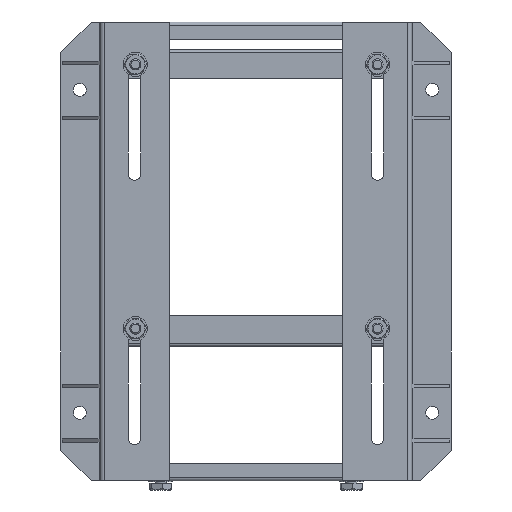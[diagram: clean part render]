
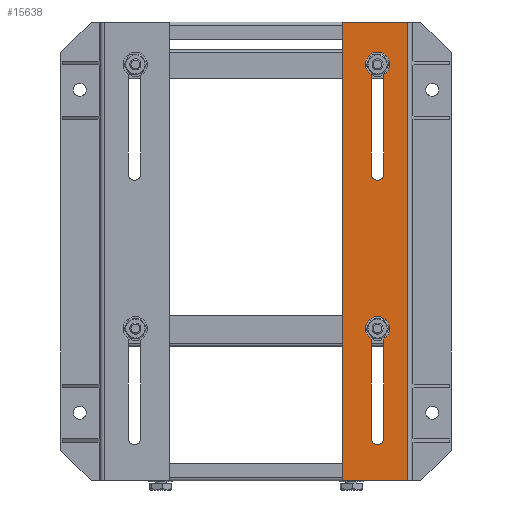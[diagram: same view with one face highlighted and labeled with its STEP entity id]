
A CAD part, front view. The second image highlights one B-rep face of the part: STEP entity #15638.
In plain terms, the highlighted planar face has unit normal (0, -1, 0).
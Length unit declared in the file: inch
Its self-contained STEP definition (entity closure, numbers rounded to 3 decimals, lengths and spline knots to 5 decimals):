
#64 = AXIS2_PLACEMENT_3D ( 'NONE', #4569, #16094, #17857 ) ;
#103 = AXIS2_PLACEMENT_3D ( 'NONE', #6836, #20325, #1972 ) ;
#124 = CARTESIAN_POINT ( 'NONE',  ( 15.6427, -1.3436, -5.25984 ) ) ;
#246 = DIRECTION ( 'NONE',  ( 0., 0., 1. ) ) ;
#336 = AXIS2_PLACEMENT_3D ( 'NONE', #5776, #14222, #7332 ) ;
#381 = CARTESIAN_POINT ( 'NONE',  ( 16.46947, -1.3436, -5.25984 ) ) ;
#1014 = CIRCLE ( 'NONE', #12251, 0.41339 ) ;
#1039 = VERTEX_POINT ( 'NONE', #9087 ) ;
#1717 = CIRCLE ( 'NONE', #10027, 0.41339 ) ;
#1899 = DIRECTION ( 'NONE',  ( 0., 0., 1. ) ) ;
#1972 = DIRECTION ( 'NONE',  ( 0., 0., 1. ) ) ;
#2026 = DIRECTION ( 'NONE',  ( 0., 0., -1. ) ) ;
#2782 = ORIENTED_EDGE ( 'NONE', *, *, #15821, .F. ) ;
#2828 = CARTESIAN_POINT ( 'NONE',  ( 16.46947, -1.3436, 5.25984 ) ) ;
#3032 = ORIENTED_EDGE ( 'NONE', *, *, #13562, .F. ) ;
#3073 = PLANE ( 'NONE',  #6771 ) ;
#3288 = ORIENTED_EDGE ( 'NONE', *, *, #6784, .F. ) ;
#3439 = VERTEX_POINT ( 'NONE', #19874 ) ;
#3450 = VECTOR ( 'NONE', #18319, 39.37008 ) ;
#3722 = CARTESIAN_POINT ( 'NONE',  ( 16.46947, -1.3436, -12.74016 ) ) ;
#3738 = DIRECTION ( 'NONE',  ( -1., 0., 0. ) ) ;
#4098 = VERTEX_POINT ( 'NONE', #5493 ) ;
#4134 = CARTESIAN_POINT ( 'NONE',  ( 18.12308, -1.3436, -15.625 ) ) ;
#4393 = VECTOR ( 'NONE', #2026, 39.37008 ) ;
#4507 = EDGE_CURVE ( 'NONE', #9710, #4098, #17082, .T. ) ;
#4569 = CARTESIAN_POINT ( 'NONE',  ( 16.05608, -1.3436, -5.25984 ) ) ;
#4611 = CIRCLE ( 'NONE', #336, 0.41339 ) ;
#4632 = VERTEX_POINT ( 'NONE', #20294 ) ;
#4958 = VECTOR ( 'NONE', #3738, 39.37008 ) ;
#5281 = LINE ( 'NONE', #19586, #18030 ) ;
#5493 = CARTESIAN_POINT ( 'NONE',  ( 16.46947, -1.3436, 12.74016 ) ) ;
#5677 = CARTESIAN_POINT ( 'NONE',  ( 16.05608, -1.3436, 5.25984 ) ) ;
#5725 = VERTEX_POINT ( 'NONE', #3722 ) ;
#5763 = EDGE_CURVE ( 'NONE', #3439, #9710, #1014, .T. ) ;
#5776 = CARTESIAN_POINT ( 'NONE',  ( 16.05608, -1.3436, 12.74016 ) ) ;
#6221 = DIRECTION ( 'NONE',  ( 0., 1., 0. ) ) ;
#6412 = CARTESIAN_POINT ( 'NONE',  ( 18.40208, -1.3436, -15.625 ) ) ;
#6525 = LINE ( 'NONE', #20164, #4393 ) ;
#6720 = CARTESIAN_POINT ( 'NONE',  ( 16.46947, -1.3436, -15.625 ) ) ;
#6771 = AXIS2_PLACEMENT_3D ( 'NONE', #6412, #6221, #12975 ) ;
#6784 = EDGE_CURVE ( 'NONE', #17727, #9160, #7342, .T. ) ;
#6836 = CARTESIAN_POINT ( 'NONE',  ( 16.05608, -1.3436, 12.74016 ) ) ;
#7332 = DIRECTION ( 'NONE',  ( 0., 0., 1. ) ) ;
#7342 = LINE ( 'NONE', #10588, #4958 ) ;
#7435 = VERTEX_POINT ( 'NONE', #8951 ) ;
#7756 = CARTESIAN_POINT ( 'NONE',  ( 13.67767, -1.3436, 15.625 ) ) ;
#7934 = EDGE_LOOP ( 'NONE', ( #8885, #21145, #2782, #13275, #11940 ) ) ;
#8245 = VERTEX_POINT ( 'NONE', #13888 ) ;
#8835 = DIRECTION ( 'NONE',  ( 0., -1., 0. ) ) ;
#8885 = ORIENTED_EDGE ( 'NONE', *, *, #12131, .F. ) ;
#8886 = VERTEX_POINT ( 'NONE', #21278 ) ;
#8951 = CARTESIAN_POINT ( 'NONE',  ( 16.05608, -1.3436, 13.15354 ) ) ;
#9059 = EDGE_LOOP ( 'NONE', ( #3032, #3288, #10359, #18187 ) ) ;
#9087 = CARTESIAN_POINT ( 'NONE',  ( 15.6427, -1.3436, -12.74016 ) ) ;
#9112 = EDGE_CURVE ( 'NONE', #15577, #8245, #10799, .T. ) ;
#9160 = VERTEX_POINT ( 'NONE', #20998 ) ;
#9232 = EDGE_CURVE ( 'NONE', #4632, #13929, #20098, .T. ) ;
#9478 = CIRCLE ( 'NONE', #103, 0.41339 ) ;
#9670 = DIRECTION ( 'NONE',  ( 0., 0., 1. ) ) ;
#9710 = VERTEX_POINT ( 'NONE', #2828 ) ;
#10027 = AXIS2_PLACEMENT_3D ( 'NONE', #15405, #11857, #1899 ) ;
#10359 = ORIENTED_EDGE ( 'NONE', *, *, #14878, .F. ) ;
#10527 = FACE_BOUND ( 'NONE', #13676, .T. ) ;
#10563 = VECTOR ( 'NONE', #16585, 39.37008 ) ;
#10588 = CARTESIAN_POINT ( 'NONE',  ( 18.40208, -1.3436, -15.625 ) ) ;
#10675 = ORIENTED_EDGE ( 'NONE', *, *, #19111, .F. ) ;
#10799 = LINE ( 'NONE', #19022, #16256 ) ;
#11592 = FACE_OUTER_BOUND ( 'NONE', #9059, .T. ) ;
#11857 = DIRECTION ( 'NONE',  ( 0., -1., 0. ) ) ;
#11940 = ORIENTED_EDGE ( 'NONE', *, *, #5763, .F. ) ;
#12131 = EDGE_CURVE ( 'NONE', #8886, #3439, #13411, .T. ) ;
#12251 = AXIS2_PLACEMENT_3D ( 'NONE', #5677, #8835, #15716 ) ;
#12683 = CARTESIAN_POINT ( 'NONE',  ( 15.6427, -1.3436, -15.625 ) ) ;
#12975 = DIRECTION ( 'NONE',  ( 0., 0., -1. ) ) ;
#13275 = ORIENTED_EDGE ( 'NONE', *, *, #4507, .F. ) ;
#13348 = DIRECTION ( 'NONE',  ( 0., 0., 1. ) ) ;
#13378 = FACE_BOUND ( 'NONE', #7934, .T. ) ;
#13397 = DIRECTION ( 'NONE',  ( 0., -1., 0. ) ) ;
#13411 = LINE ( 'NONE', #21484, #10563 ) ;
#13562 = EDGE_CURVE ( 'NONE', #9160, #15577, #5281, .T. ) ;
#13676 = EDGE_LOOP ( 'NONE', ( #15782, #13796, #17179, #10675, #14825 ) ) ;
#13796 = ORIENTED_EDGE ( 'NONE', *, *, #9232, .F. ) ;
#13888 = CARTESIAN_POINT ( 'NONE',  ( 18.12308, -1.3436, 15.625 ) ) ;
#13929 = VERTEX_POINT ( 'NONE', #124 ) ;
#14222 = DIRECTION ( 'NONE',  ( 0., -1., 0. ) ) ;
#14363 = EDGE_CURVE ( 'NONE', #1039, #5725, #20038, .T. ) ;
#14825 = ORIENTED_EDGE ( 'NONE', *, *, #14363, .F. ) ;
#14878 = EDGE_CURVE ( 'NONE', #8245, #17727, #6525, .T. ) ;
#15360 = CARTESIAN_POINT ( 'NONE',  ( 16.05608, -1.3436, -12.74016 ) ) ;
#15405 = CARTESIAN_POINT ( 'NONE',  ( 16.05608, -1.3436, -5.25984 ) ) ;
#15577 = VERTEX_POINT ( 'NONE', #7756 ) ;
#15638 = ADVANCED_FACE ( 'NONE', ( #11592, #10527, #13378 ), #3073, .F. ) ;
#15716 = DIRECTION ( 'NONE',  ( 0., 0., 1. ) ) ;
#15782 = ORIENTED_EDGE ( 'NONE', *, *, #17712, .F. ) ;
#15821 = EDGE_CURVE ( 'NONE', #4098, #7435, #9478, .T. ) ;
#16094 = DIRECTION ( 'NONE',  ( 0., -1., 0. ) ) ;
#16256 = VECTOR ( 'NONE', #20854, 39.37008 ) ;
#16585 = DIRECTION ( 'NONE',  ( 0., 0., -1. ) ) ;
#17033 = LINE ( 'NONE', #12683, #18063 ) ;
#17082 = LINE ( 'NONE', #21512, #20980 ) ;
#17179 = ORIENTED_EDGE ( 'NONE', *, *, #18605, .F. ) ;
#17419 = DIRECTION ( 'NONE',  ( 0., 0., -1. ) ) ;
#17712 = EDGE_CURVE ( 'NONE', #13929, #1039, #17033, .T. ) ;
#17727 = VERTEX_POINT ( 'NONE', #4134 ) ;
#17857 = DIRECTION ( 'NONE',  ( 0., 0., 1. ) ) ;
#18030 = VECTOR ( 'NONE', #9670, 39.37008 ) ;
#18063 = VECTOR ( 'NONE', #17419, 39.37008 ) ;
#18187 = ORIENTED_EDGE ( 'NONE', *, *, #9112, .F. ) ;
#18319 = DIRECTION ( 'NONE',  ( 0., 0., 1. ) ) ;
#18605 = EDGE_CURVE ( 'NONE', #19658, #4632, #1717, .T. ) ;
#19022 = CARTESIAN_POINT ( 'NONE',  ( 18.40208, -1.3436, 15.625 ) ) ;
#19111 = EDGE_CURVE ( 'NONE', #5725, #19658, #20078, .T. ) ;
#19586 = CARTESIAN_POINT ( 'NONE',  ( 13.67767, -1.3436, -15.625 ) ) ;
#19658 = VERTEX_POINT ( 'NONE', #381 ) ;
#19874 = CARTESIAN_POINT ( 'NONE',  ( 15.6427, -1.3436, 5.25984 ) ) ;
#20038 = CIRCLE ( 'NONE', #20733, 0.41339 ) ;
#20078 = LINE ( 'NONE', #6720, #3450 ) ;
#20098 = CIRCLE ( 'NONE', #64, 0.41339 ) ;
#20164 = CARTESIAN_POINT ( 'NONE',  ( 18.12308, -1.3436, -15.625 ) ) ;
#20294 = CARTESIAN_POINT ( 'NONE',  ( 16.05608, -1.3436, -4.84646 ) ) ;
#20325 = DIRECTION ( 'NONE',  ( 0., -1., 0. ) ) ;
#20733 = AXIS2_PLACEMENT_3D ( 'NONE', #15360, #13397, #246 ) ;
#20854 = DIRECTION ( 'NONE',  ( 1., 0., 0. ) ) ;
#20961 = EDGE_CURVE ( 'NONE', #7435, #8886, #4611, .T. ) ;
#20980 = VECTOR ( 'NONE', #13348, 39.37008 ) ;
#20998 = CARTESIAN_POINT ( 'NONE',  ( 13.67767, -1.3436, -15.625 ) ) ;
#21145 = ORIENTED_EDGE ( 'NONE', *, *, #20961, .F. ) ;
#21278 = CARTESIAN_POINT ( 'NONE',  ( 15.6427, -1.3436, 12.74016 ) ) ;
#21484 = CARTESIAN_POINT ( 'NONE',  ( 15.6427, -1.3436, -15.625 ) ) ;
#21512 = CARTESIAN_POINT ( 'NONE',  ( 16.46947, -1.3436, -15.625 ) ) ;
